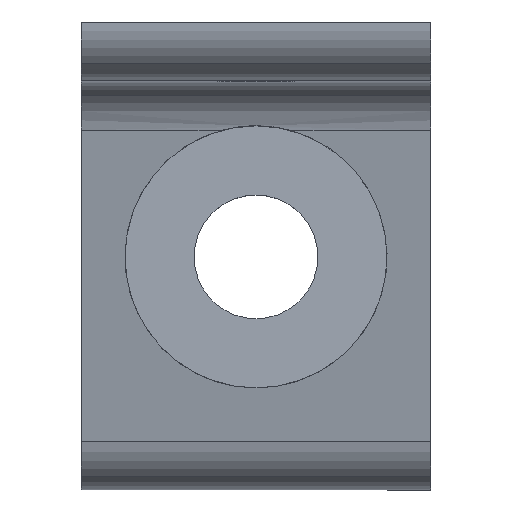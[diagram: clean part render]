
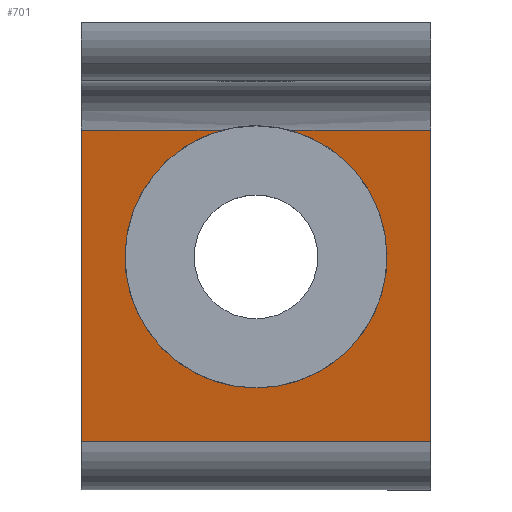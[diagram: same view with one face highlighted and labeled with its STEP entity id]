
A CAD part, top view. The second image highlights one B-rep face of the part: STEP entity #701.
In plain terms, the highlighted planar face has unit normal (0, -0.174, 0.985).
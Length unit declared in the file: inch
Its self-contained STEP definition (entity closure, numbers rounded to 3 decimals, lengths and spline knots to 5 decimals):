
#229=CARTESIAN_POINT('',(0.,-0.45659,0.52215));
#230=VERTEX_POINT('',#229);
#238=CARTESIAN_POINT('',(0.60471,-0.45659,0.52215));
#239=VERTEX_POINT('',#238);
#240=CARTESIAN_POINT('',(0.,-0.45659,0.52215));
#241=DIRECTION('',(1.0,0.0,0.0));
#242=VECTOR('',#241,0.60471);
#243=LINE('',#240,#242);
#244=EDGE_CURVE('',#230,#239,#243,.T.);
#255=CARTESIAN_POINT('',(0.89529,-0.45659,0.52215));
#256=VERTEX_POINT('',#255);
#264=CARTESIAN_POINT('',(1.5,-0.45659,0.52215));
#265=VERTEX_POINT('',#264);
#266=CARTESIAN_POINT('',(0.89529,-0.45659,0.52215));
#267=DIRECTION('',(1.0,0.0,0.0));
#268=VECTOR('',#267,0.60471);
#269=LINE('',#266,#268);
#270=EDGE_CURVE('',#256,#265,#269,.T.);
#304=CARTESIAN_POINT('',(0.75,-1.5625,0.32714));
#305=VERTEX_POINT('',#304);
#312=CARTESIAN_POINT('',(0.75,-1.,0.42633));
#313=DIRECTION('',(0.,0.174,-0.985));
#314=DIRECTION('',(0.,0.985,0.174));
#315=AXIS2_PLACEMENT_3D('',#312,#313,#314);
#316=ELLIPSE('',#315,0.57118,0.5625);
#317=EDGE_CURVE('',#256,#305,#316,.T.);
#548=CARTESIAN_POINT('',(0.75,-1.,0.42633));
#549=DIRECTION('',(0.,0.174,-0.985));
#550=DIRECTION('',(0.,0.985,0.174));
#551=AXIS2_PLACEMENT_3D('',#548,#549,#550);
#552=ELLIPSE('',#551,0.57118,0.5625);
#553=EDGE_CURVE('',#305,#239,#552,.T.);
#598=CARTESIAN_POINT('',(0.,-1.79341,0.28643));
#599=VERTEX_POINT('',#598);
#607=CARTESIAN_POINT('',(0.,-1.79341,0.28643));
#608=DIRECTION('',(0.,0.985,0.174));
#609=VECTOR('',#608,1.35745);
#610=LINE('',#607,#609);
#611=EDGE_CURVE('',#599,#230,#610,.T.);
#663=CARTESIAN_POINT('',(1.5,-1.79341,0.28643));
#664=VERTEX_POINT('',#663);
#672=CARTESIAN_POINT('',(1.5,-1.79341,0.28643));
#673=DIRECTION('',(-1.0,0.0,0.0));
#674=VECTOR('',#673,1.5);
#675=LINE('',#672,#674);
#676=EDGE_CURVE('',#664,#599,#675,.T.);
#682=CARTESIAN_POINT('',(1.,-2.,0.25));
#683=DIRECTION('',(0.,-0.174,0.985));
#684=DIRECTION('',(0.,0.985,0.174));
#685=AXIS2_PLACEMENT_3D('',#682,#683,#684);
#686=PLANE('',#685);
#687=ORIENTED_EDGE('',*,*,#317,.T.);
#688=ORIENTED_EDGE('',*,*,#553,.T.);
#689=ORIENTED_EDGE('',*,*,#244,.F.);
#690=ORIENTED_EDGE('',*,*,#611,.F.);
#691=ORIENTED_EDGE('',*,*,#676,.F.);
#692=CARTESIAN_POINT('',(1.5,-1.79341,0.28643));
#693=DIRECTION('',(0.0,0.985,0.174));
#694=VECTOR('',#693,1.35745);
#695=LINE('',#692,#694);
#696=EDGE_CURVE('',#664,#265,#695,.T.);
#697=ORIENTED_EDGE('',*,*,#696,.T.);
#698=ORIENTED_EDGE('',*,*,#270,.F.);
#699=EDGE_LOOP('',(#687,#688,#689,#690,#691,#697,#698));
#700=FACE_OUTER_BOUND('',#699,.T.);
#701=ADVANCED_FACE('',(#700),#686,.T.);
